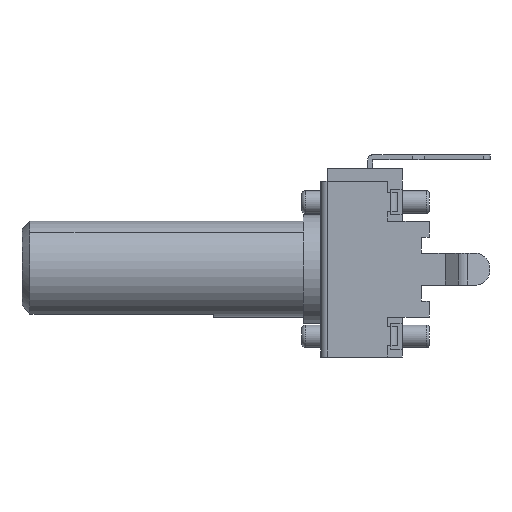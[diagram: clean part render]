
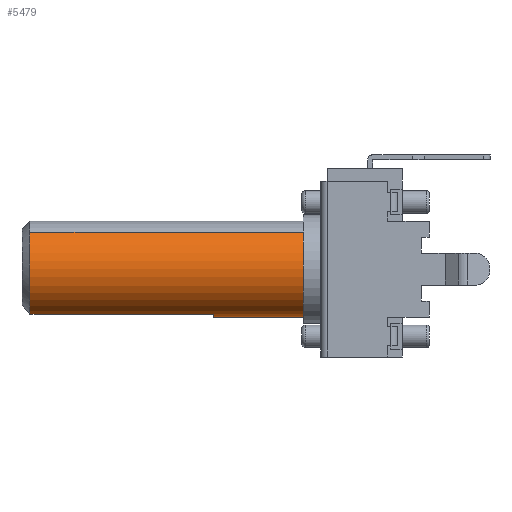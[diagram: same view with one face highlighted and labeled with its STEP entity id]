
A CAD part, left-side view. The second image highlights one B-rep face of the part: STEP entity #5479.
In plain terms, the highlighted cylindrical face has radius 3 mm (diameter 6 mm), a partial arc.
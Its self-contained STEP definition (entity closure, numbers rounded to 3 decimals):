
#92 = AXIS2_PLACEMENT_3D ( 'NONE', #5285, #4111, #6829 ) ;
#111 = CIRCLE ( 'NONE', #1774, 3. ) ;
#193 = CARTESIAN_POINT ( 'NONE',  ( 1.928, 6.4, -2.298 ) ) ;
#312 = CIRCLE ( 'NONE', #330, 3. ) ;
#330 = AXIS2_PLACEMENT_3D ( 'NONE', #591, #5622, #2265 ) ;
#443 = VECTOR ( 'NONE', #3187, 1000. ) ;
#518 = DIRECTION ( 'NONE',  ( 0., -1., 0. ) ) ;
#547 = VERTEX_POINT ( 'NONE', #5627 ) ;
#576 = DIRECTION ( 'NONE',  ( 0., 1., 0. ) ) ;
#591 = CARTESIAN_POINT ( 'NONE',  ( 0., 13.5, 0. ) ) ;
#629 = ORIENTED_EDGE ( 'NONE', *, *, #5135, .T. ) ;
#865 = EDGE_CURVE ( 'NONE', #4261, #1042, #2387, .T. ) ;
#1042 = VERTEX_POINT ( 'NONE', #1872 ) ;
#1084 = AXIS2_PLACEMENT_3D ( 'NONE', #3806, #518, #2856 ) ;
#1353 = CARTESIAN_POINT ( 'NONE',  ( 1.928, 13.5, -2.298 ) ) ;
#1774 = AXIS2_PLACEMENT_3D ( 'NONE', #4434, #576, #6083 ) ;
#1872 = CARTESIAN_POINT ( 'NONE',  ( -1.928, 6.4, 2.298 ) ) ;
#1954 = EDGE_CURVE ( 'NONE', #4261, #547, #2026, .T. ) ;
#2026 = CIRCLE ( 'NONE', #92, 3. ) ;
#2070 = CARTESIAN_POINT ( 'NONE',  ( 1.928, 59.485, -2.298 ) ) ;
#2265 = DIRECTION ( 'NONE',  ( -0.643, 0., 0.766 ) ) ;
#2296 = VECTOR ( 'NONE', #2833, 1000. ) ;
#2387 = LINE ( 'NONE', #6600, #2296 ) ;
#2526 = LINE ( 'NONE', #2070, #4942 ) ;
#2666 = LINE ( 'NONE', #5430, #443 ) ;
#2833 = DIRECTION ( 'NONE',  ( 0., -1., 0. ) ) ;
#2856 = DIRECTION ( 'NONE',  ( 0.643, 0., -0.766 ) ) ;
#2862 = ORIENTED_EDGE ( 'NONE', *, *, #5225, .F. ) ;
#3064 = ORIENTED_EDGE ( 'NONE', *, *, #4831, .T. ) ;
#3187 = DIRECTION ( 'NONE',  ( 0., 1., 0. ) ) ;
#3388 = ORIENTED_EDGE ( 'NONE', *, *, #865, .F. ) ;
#3628 = ORIENTED_EDGE ( 'NONE', *, *, #5324, .F. ) ;
#3806 = CARTESIAN_POINT ( 'NONE',  ( 0., 59.485, 0. ) ) ;
#4111 = DIRECTION ( 'NONE',  ( 0., -1., 0. ) ) ;
#4261 = VERTEX_POINT ( 'NONE', #5287 ) ;
#4434 = CARTESIAN_POINT ( 'NONE',  ( 0., 6.4, 0. ) ) ;
#4703 = EDGE_LOOP ( 'NONE', ( #3388, #6449, #3628, #2862, #629, #3064 ) ) ;
#4785 = CARTESIAN_POINT ( 'NONE',  ( -1.026, 13.5, -2.819 ) ) ;
#4831 = EDGE_CURVE ( 'NONE', #5711, #1042, #111, .T. ) ;
#4942 = VECTOR ( 'NONE', #6018, 1000. ) ;
#5135 = EDGE_CURVE ( 'NONE', #6404, #5711, #2526, .T. ) ;
#5225 = EDGE_CURVE ( 'NONE', #6404, #6435, #312, .T. ) ;
#5285 = CARTESIAN_POINT ( 'NONE',  ( 0., 25., 0. ) ) ;
#5287 = CARTESIAN_POINT ( 'NONE',  ( -1.928, 25., 2.298 ) ) ;
#5324 = EDGE_CURVE ( 'NONE', #6435, #547, #2666, .T. ) ;
#5341 = FACE_OUTER_BOUND ( 'NONE', #4703, .T. ) ;
#5430 = CARTESIAN_POINT ( 'NONE',  ( -1.026, 13.5, -2.819 ) ) ;
#5479 = ADVANCED_FACE ( 'NONE', ( #5341 ), #5489, .T. ) ;
#5489 = CYLINDRICAL_SURFACE ( 'NONE', #1084, 3. ) ;
#5622 = DIRECTION ( 'NONE',  ( 0., 1., 0. ) ) ;
#5627 = CARTESIAN_POINT ( 'NONE',  ( -1.026, 25., -2.819 ) ) ;
#5711 = VERTEX_POINT ( 'NONE', #193 ) ;
#6018 = DIRECTION ( 'NONE',  ( 0., -1., 0. ) ) ;
#6083 = DIRECTION ( 'NONE',  ( -0.643, 0., 0.766 ) ) ;
#6404 = VERTEX_POINT ( 'NONE', #1353 ) ;
#6435 = VERTEX_POINT ( 'NONE', #4785 ) ;
#6449 = ORIENTED_EDGE ( 'NONE', *, *, #1954, .T. ) ;
#6600 = CARTESIAN_POINT ( 'NONE',  ( -1.928, 59.485, 2.298 ) ) ;
#6829 = DIRECTION ( 'NONE',  ( -0.643, 0., 0.766 ) ) ;
